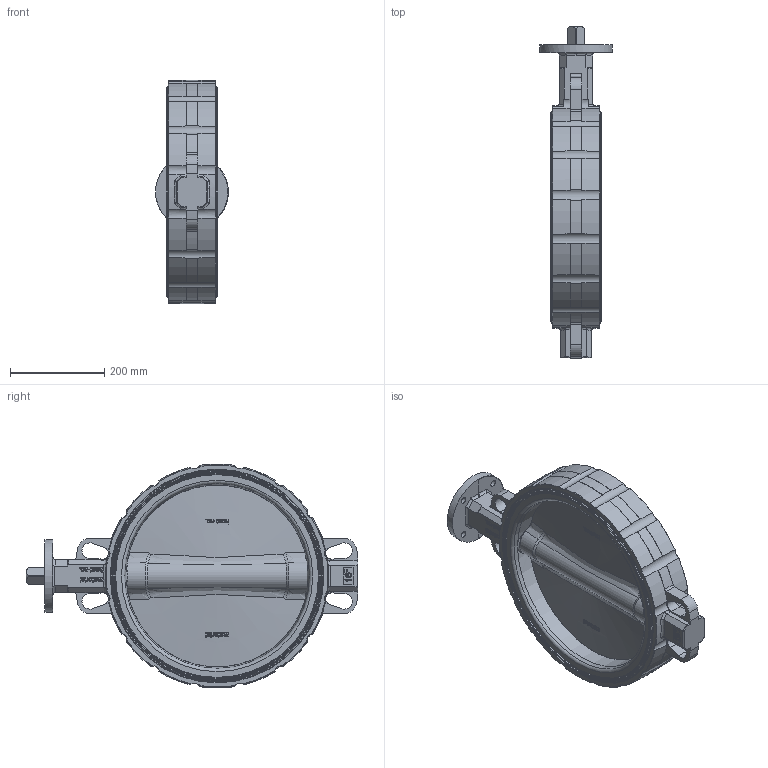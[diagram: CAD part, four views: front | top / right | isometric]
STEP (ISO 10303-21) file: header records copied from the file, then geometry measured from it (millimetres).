
FILE_DESCRIPTION (( 'STEP AP214' ), '1' );
FILE_NAME ('D10400.STEP', '2016-11-21T14:26:33', ( '' ), ( '' ), 'SwSTEP 2.0', 'SolidWorks 2014', '' );
FILE_SCHEMA (( 'AUTOMOTIVE_DESIGN' ));
Length unit declared in the file: millimetre
Products named in the file (1): D10400
Bounding box: 154.4 x 703.2 x 474.4 mm (x, y, z)
Surface area: 844502.3 mm2 (no closed solid volume)
Topology: 0 solids, 10 shells, 647 faces, 2550 edges, 1860 vertices
Faces by surface type: plane 254, bspline 151, cone 136, cylinder 100, torus 6
Full cylindrical faces by diameter (mm): 5 x2, 8 x2, 13.5 x4, 35.9 x1, 36.2 x1, 85 x1, 86.4 x1, 154.4 x1, 387 x1, 449 x2, 451.6 x2
Entity records: 45710 total; most frequent: CARTESIAN_POINT 20242, ORIENTED_EDGE 3978, DIRECTION 2789, EDGE_CURVE 2500, VERTEX_POINT 1851, B_SPLINE_CURVE_WITH_KNOTS 1055, LINE 995, VECTOR 995
